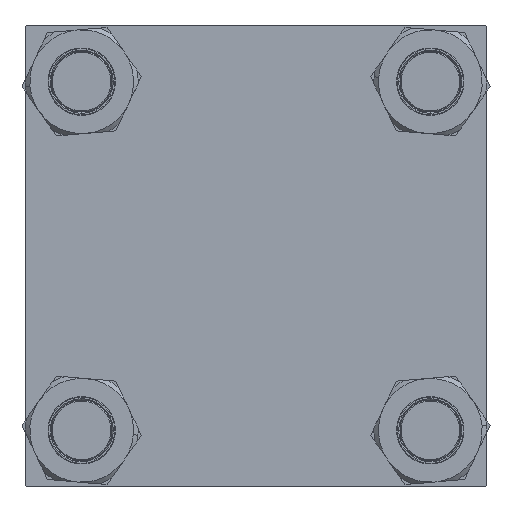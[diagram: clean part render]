
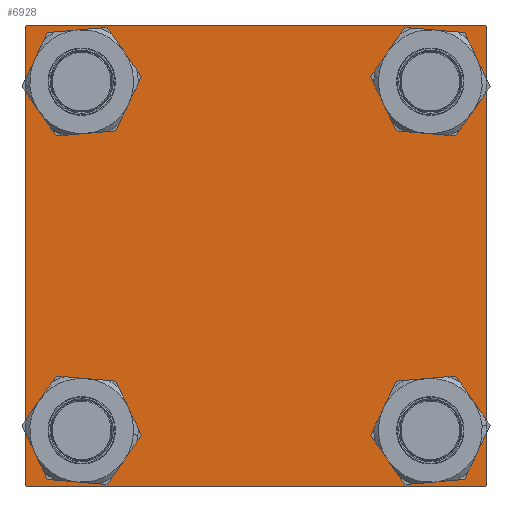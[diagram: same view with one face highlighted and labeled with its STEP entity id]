
A CAD part, left-side view. The second image highlights one B-rep face of the part: STEP entity #6928.
In plain terms, the highlighted planar face has unit normal (-1, 0, 0).
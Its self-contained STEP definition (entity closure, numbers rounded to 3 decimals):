
#165 = EDGE_CURVE ( 'NONE', #33697, #49979, #39199, .T. ) ;
#555 = FACE_BOUND ( 'NONE', #27491, .T. ) ;
#788 = CARTESIAN_POINT ( 'NONE',  ( 0., 77.45, -91.45 ) ) ;
#1306 = AXIS2_PLACEMENT_3D ( 'NONE', #22076, #36278, #14231 ) ;
#1982 = CIRCLE ( 'NONE', #53856, 14. ) ;
#2346 = CARTESIAN_POINT ( 'NONE',  ( 0., -77.45, -77.45 ) ) ;
#2704 = VECTOR ( 'NONE', #34653, 1000. ) ;
#2887 = ORIENTED_EDGE ( 'NONE', *, *, #11870, .F. ) ;
#2992 = CARTESIAN_POINT ( 'NONE',  ( 0., -77.45, -63.45 ) ) ;
#3221 = DIRECTION ( 'NONE',  ( 0., 0., 1. ) ) ;
#3347 = CARTESIAN_POINT ( 'NONE',  ( 0., 102.5, 102.5 ) ) ;
#4028 = CIRCLE ( 'NONE', #27223, 14. ) ;
#4340 = FACE_BOUND ( 'NONE', #36667, .T. ) ;
#4797 = CARTESIAN_POINT ( 'NONE',  ( 0., -102.25, -102.25 ) ) ;
#5485 = FACE_OUTER_BOUND ( 'NONE', #8881, .T. ) ;
#6771 = VERTEX_POINT ( 'NONE', #18884 ) ;
#6928 = ADVANCED_FACE ( 'NONE', ( #44946, #555, #13612, #4340, #5485 ), #48439, .T. ) ;
#7875 = DIRECTION ( 'NONE',  ( 0., 0., 1. ) ) ;
#7891 = CARTESIAN_POINT ( 'NONE',  ( 0., 102., 102.5 ) ) ;
#7990 = CARTESIAN_POINT ( 'NONE',  ( 0., 102.5, 102.5 ) ) ;
#8126 = CIRCLE ( 'NONE', #21089, 14. ) ;
#8243 = DIRECTION ( 'NONE',  ( 0., -0.707, -0.707 ) ) ;
#8435 = ORIENTED_EDGE ( 'NONE', *, *, #27352, .T. ) ;
#8709 = ORIENTED_EDGE ( 'NONE', *, *, #49291, .T. ) ;
#8881 = EDGE_LOOP ( 'NONE', ( #8709, #8435, #44952, #32957, #15492, #26318, #2887, #12826 ) ) ;
#10764 = VERTEX_POINT ( 'NONE', #32069 ) ;
#11035 = CARTESIAN_POINT ( 'NONE',  ( 0., -102., -102.5 ) ) ;
#11252 = VECTOR ( 'NONE', #44292, 1000. ) ;
#11870 = EDGE_CURVE ( 'NONE', #27529, #49279, #47747, .T. ) ;
#12031 = CARTESIAN_POINT ( 'NONE',  ( 0., -102., 102.5 ) ) ;
#12119 = LINE ( 'NONE', #37966, #46787 ) ;
#12599 = LINE ( 'NONE', #48875, #14009 ) ;
#12670 = AXIS2_PLACEMENT_3D ( 'NONE', #34824, #52532, #3221 ) ;
#12716 = VECTOR ( 'NONE', #25683, 1000. ) ;
#12826 = ORIENTED_EDGE ( 'NONE', *, *, #38202, .T. ) ;
#12952 = VERTEX_POINT ( 'NONE', #49400 ) ;
#13612 = FACE_BOUND ( 'NONE', #34432, .T. ) ;
#14009 = VECTOR ( 'NONE', #8243, 1000. ) ;
#14231 = DIRECTION ( 'NONE',  ( 0., 0., 1. ) ) ;
#14408 = CARTESIAN_POINT ( 'NONE',  ( 0., 102.5, -102.5 ) ) ;
#14824 = DIRECTION ( 'NONE',  ( 0., 0., 1. ) ) ;
#15150 = ORIENTED_EDGE ( 'NONE', *, *, #35766, .T. ) ;
#15492 = ORIENTED_EDGE ( 'NONE', *, *, #54796, .F. ) ;
#16262 = CARTESIAN_POINT ( 'NONE',  ( 0., 77.45, 63.45 ) ) ;
#17667 = DIRECTION ( 'NONE',  ( 0., 0., 1. ) ) ;
#18780 = EDGE_CURVE ( 'NONE', #39116, #34218, #8126, .T. ) ;
#18822 = AXIS2_PLACEMENT_3D ( 'NONE', #46371, #29512, #37366 ) ;
#18884 = CARTESIAN_POINT ( 'NONE',  ( 0., -102.5, -102. ) ) ;
#21027 = LINE ( 'NONE', #55855, #2704 ) ;
#21089 = AXIS2_PLACEMENT_3D ( 'NONE', #39734, #57443, #17667 ) ;
#21161 = ORIENTED_EDGE ( 'NONE', *, *, #33046, .T. ) ;
#21749 = CARTESIAN_POINT ( 'NONE',  ( 0., 102.5, -102. ) ) ;
#22076 = CARTESIAN_POINT ( 'NONE',  ( 0., -77.45, 77.45 ) ) ;
#22511 = CARTESIAN_POINT ( 'NONE',  ( 0., -102.25, 102.25 ) ) ;
#22774 = CARTESIAN_POINT ( 'NONE',  ( 0., -77.45, 91.45 ) ) ;
#23162 = EDGE_CURVE ( 'NONE', #25024, #6771, #53254, .T. ) ;
#24416 = ORIENTED_EDGE ( 'NONE', *, *, #165, .T. ) ;
#25024 = VERTEX_POINT ( 'NONE', #11035 ) ;
#25034 = VECTOR ( 'NONE', #34685, 1000. ) ;
#25683 = DIRECTION ( 'NONE',  ( 0., 0., -1. ) ) ;
#25694 = DIRECTION ( 'NONE',  ( 0., -1., 0. ) ) ;
#26310 = CIRCLE ( 'NONE', #1306, 14. ) ;
#26318 = ORIENTED_EDGE ( 'NONE', *, *, #27207, .T. ) ;
#26630 = EDGE_CURVE ( 'NONE', #12952, #50996, #1982, .T. ) ;
#27207 = EDGE_CURVE ( 'NONE', #39826, #49279, #48942, .T. ) ;
#27223 = AXIS2_PLACEMENT_3D ( 'NONE', #51975, #34274, #7875 ) ;
#27352 = EDGE_CURVE ( 'NONE', #30121, #43020, #12599, .T. ) ;
#27447 = CARTESIAN_POINT ( 'NONE',  ( 0., 77.45, -77.45 ) ) ;
#27491 = EDGE_LOOP ( 'NONE', ( #49811, #35362 ) ) ;
#27529 = VERTEX_POINT ( 'NONE', #7891 ) ;
#29366 = CARTESIAN_POINT ( 'NONE',  ( 0., -77.45, 63.45 ) ) ;
#29512 = DIRECTION ( 'NONE',  ( 1., 0., 0. ) ) ;
#29832 = EDGE_LOOP ( 'NONE', ( #15150, #36289 ) ) ;
#29859 = CARTESIAN_POINT ( 'NONE',  ( 0., 77.45, -77.45 ) ) ;
#30121 = VERTEX_POINT ( 'NONE', #21749 ) ;
#30670 = CARTESIAN_POINT ( 'NONE',  ( 0., 77.45, 91.45 ) ) ;
#31834 = AXIS2_PLACEMENT_3D ( 'NONE', #39726, #35356, #49021 ) ;
#32069 = CARTESIAN_POINT ( 'NONE',  ( 0., 102.5, 102. ) ) ;
#32957 = ORIENTED_EDGE ( 'NONE', *, *, #23162, .T. ) ;
#33046 = EDGE_CURVE ( 'NONE', #49979, #33697, #4028, .T. ) ;
#33697 = VERTEX_POINT ( 'NONE', #16262 ) ;
#34218 = VERTEX_POINT ( 'NONE', #2992 ) ;
#34274 = DIRECTION ( 'NONE',  ( 1., 0., 0. ) ) ;
#34432 = EDGE_LOOP ( 'NONE', ( #46950, #45339 ) ) ;
#34653 = DIRECTION ( 'NONE',  ( 0., 0., -1. ) ) ;
#34685 = DIRECTION ( 'NONE',  ( 0., -0.707, 0.707 ) ) ;
#34780 = DIRECTION ( 'NONE',  ( 0., 0., 1. ) ) ;
#34824 = CARTESIAN_POINT ( 'NONE',  ( 0., -77.45, 77.45 ) ) ;
#34917 = CIRCLE ( 'NONE', #12670, 14. ) ;
#35356 = DIRECTION ( 'NONE',  ( -1., 0., 0. ) ) ;
#35362 = ORIENTED_EDGE ( 'NONE', *, *, #18780, .T. ) ;
#35766 = EDGE_CURVE ( 'NONE', #41222, #43332, #26310, .T. ) ;
#35863 = CIRCLE ( 'NONE', #43289, 14. ) ;
#36278 = DIRECTION ( 'NONE',  ( 1., 0., 0. ) ) ;
#36289 = ORIENTED_EDGE ( 'NONE', *, *, #47332, .T. ) ;
#36589 = VECTOR ( 'NONE', #49816, 1000. ) ;
#36667 = EDGE_LOOP ( 'NONE', ( #21161, #24416 ) ) ;
#37366 = DIRECTION ( 'NONE',  ( 0., 0., 1. ) ) ;
#37584 = CIRCLE ( 'NONE', #44042, 14. ) ;
#37892 = EDGE_CURVE ( 'NONE', #43020, #25024, #54164, .T. ) ;
#37966 = CARTESIAN_POINT ( 'NONE',  ( 0., 102.25, 102.25 ) ) ;
#38202 = EDGE_CURVE ( 'NONE', #27529, #10764, #12119, .T. ) ;
#39116 = VERTEX_POINT ( 'NONE', #43195 ) ;
#39199 = CIRCLE ( 'NONE', #18822, 14. ) ;
#39726 = CARTESIAN_POINT ( 'NONE',  ( 0., 0., 0. ) ) ;
#39734 = CARTESIAN_POINT ( 'NONE',  ( 0., -77.45, -77.45 ) ) ;
#39826 = VERTEX_POINT ( 'NONE', #45278 ) ;
#41073 = DIRECTION ( 'NONE',  ( 0., 0., 1. ) ) ;
#41222 = VERTEX_POINT ( 'NONE', #22774 ) ;
#41373 = DIRECTION ( 'NONE',  ( 1., 0., 0. ) ) ;
#41939 = CARTESIAN_POINT ( 'NONE',  ( 0., 102., -102.5 ) ) ;
#42106 = DIRECTION ( 'NONE',  ( 1., 0., 0. ) ) ;
#43020 = VERTEX_POINT ( 'NONE', #41939 ) ;
#43195 = CARTESIAN_POINT ( 'NONE',  ( 0., -77.45, -91.45 ) ) ;
#43289 = AXIS2_PLACEMENT_3D ( 'NONE', #2346, #42106, #14824 ) ;
#43332 = VERTEX_POINT ( 'NONE', #29366 ) ;
#43702 = EDGE_CURVE ( 'NONE', #50996, #12952, #37584, .T. ) ;
#43779 = DIRECTION ( 'NONE',  ( 1., 0., 0. ) ) ;
#44042 = AXIS2_PLACEMENT_3D ( 'NONE', #29859, #43779, #34780 ) ;
#44292 = DIRECTION ( 'NONE',  ( 0., 0.707, 0.707 ) ) ;
#44946 = FACE_BOUND ( 'NONE', #29832, .T. ) ;
#44952 = ORIENTED_EDGE ( 'NONE', *, *, #37892, .T. ) ;
#45278 = CARTESIAN_POINT ( 'NONE',  ( 0., -102.5, 102. ) ) ;
#45339 = ORIENTED_EDGE ( 'NONE', *, *, #43702, .T. ) ;
#45930 = VECTOR ( 'NONE', #25694, 1000. ) ;
#46371 = CARTESIAN_POINT ( 'NONE',  ( 0., 77.45, 77.45 ) ) ;
#46787 = VECTOR ( 'NONE', #51316, 1000. ) ;
#46950 = ORIENTED_EDGE ( 'NONE', *, *, #26630, .T. ) ;
#47332 = EDGE_CURVE ( 'NONE', #43332, #41222, #34917, .T. ) ;
#47747 = LINE ( 'NONE', #7990, #45930 ) ;
#48439 = PLANE ( 'NONE',  #31834 ) ;
#48717 = EDGE_CURVE ( 'NONE', #34218, #39116, #35863, .T. ) ;
#48875 = CARTESIAN_POINT ( 'NONE',  ( 0., 102.25, -102.25 ) ) ;
#48942 = LINE ( 'NONE', #22511, #11252 ) ;
#49021 = DIRECTION ( 'NONE',  ( 0., 0., 1. ) ) ;
#49279 = VERTEX_POINT ( 'NONE', #12031 ) ;
#49291 = EDGE_CURVE ( 'NONE', #10764, #30121, #52074, .T. ) ;
#49400 = CARTESIAN_POINT ( 'NONE',  ( 0., 77.45, -63.45 ) ) ;
#49811 = ORIENTED_EDGE ( 'NONE', *, *, #48717, .T. ) ;
#49816 = DIRECTION ( 'NONE',  ( 0., -1., 0. ) ) ;
#49979 = VERTEX_POINT ( 'NONE', #30670 ) ;
#50996 = VERTEX_POINT ( 'NONE', #788 ) ;
#51316 = DIRECTION ( 'NONE',  ( 0., 0.707, -0.707 ) ) ;
#51975 = CARTESIAN_POINT ( 'NONE',  ( 0., 77.45, 77.45 ) ) ;
#52074 = LINE ( 'NONE', #3347, #12716 ) ;
#52532 = DIRECTION ( 'NONE',  ( 1., 0., 0. ) ) ;
#53254 = LINE ( 'NONE', #4797, #25034 ) ;
#53856 = AXIS2_PLACEMENT_3D ( 'NONE', #27447, #41373, #41073 ) ;
#54164 = LINE ( 'NONE', #14408, #36589 ) ;
#54796 = EDGE_CURVE ( 'NONE', #39826, #6771, #21027, .T. ) ;
#55855 = CARTESIAN_POINT ( 'NONE',  ( 0., -102.5, 102.5 ) ) ;
#57443 = DIRECTION ( 'NONE',  ( 1., 0., 0. ) ) ;
